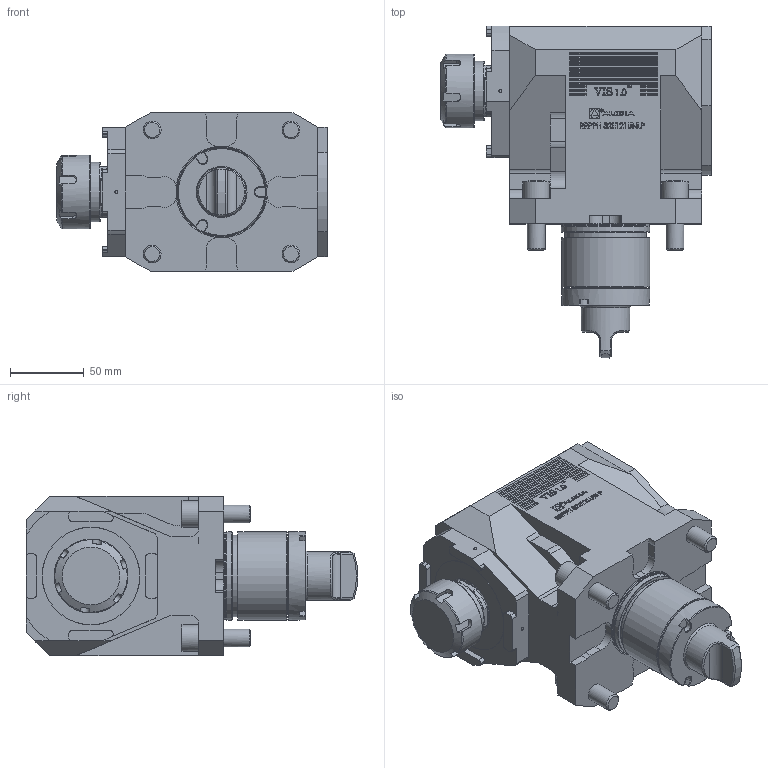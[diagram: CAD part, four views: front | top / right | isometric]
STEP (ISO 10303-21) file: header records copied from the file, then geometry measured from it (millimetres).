
FILE_DESCRIPTION (( 'STEP AP214' ), '1' );
FILE_NAME ('RRPPH32E121UNLP.STEP', '2025-09-02T12:41:43', ( '' ), ( '' ), 'SwSTEP 2.0', 'SolidWorks 2023', '' );
FILE_SCHEMA (( 'AUTOMOTIVE_DESIGN' ));
Length unit declared in the file: millimetre
Products named in the file (1): RRPPH32E121UNLP
Bounding box: 183.09 x 224.8 x 108 mm (x, y, z)
Volume: 2034300.7 mm3; surface area: 128454.9 mm2
Topology: 1 solids, 1 shells, 1008 faces, 2656 edges, 1761 vertices
Faces by surface type: plane 678, bspline 148, cylinder 137, cone 26, torus 19
Full cylindrical faces by diameter (mm): 1.7 x1, 2.1 x1, 6.366 x1, 12 x4, 18 x4, 33 x1, 40.3 x1, 50 x1, 55.2 x1, 59.5 x1, 59.7 x1, 59.8 x1, 59.9 x1
Entity records: 42676 total; most frequent: CARTESIAN_POINT 15697, ORIENTED_EDGE 5190, DIRECTION 4155, EDGE_CURVE 2595, LINE 1859, VECTOR 1859, VERTEX_POINT 1744, EDGE_LOOP 1163
